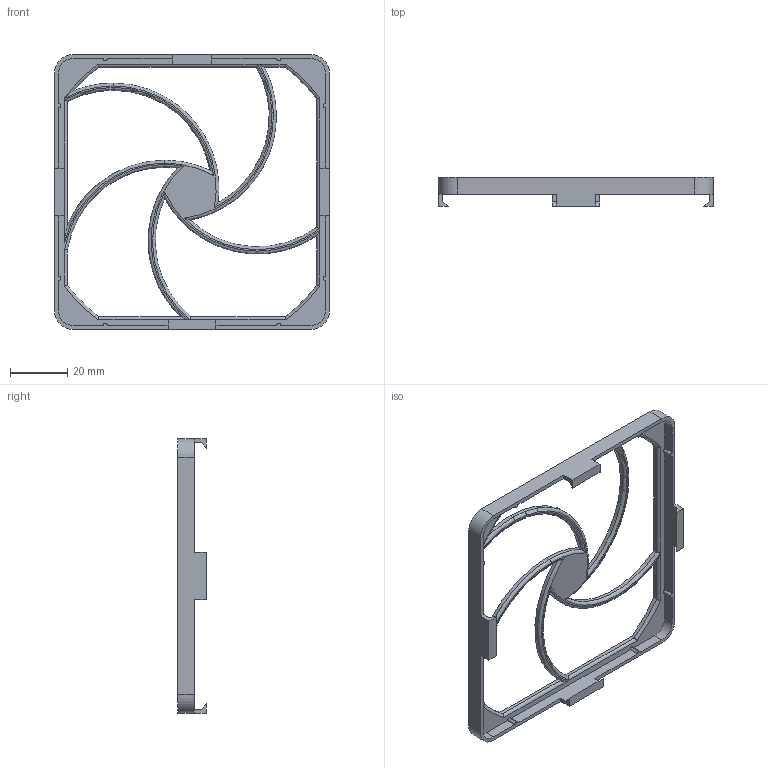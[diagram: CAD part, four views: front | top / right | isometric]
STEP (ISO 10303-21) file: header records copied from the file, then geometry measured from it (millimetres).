
FILE_DESCRIPTION (( 'STEP AP203' ), '1' );
FILE_NAME ('09362-R.STEP', '2020-02-20T01:41:54', ( '' ), ( '' ), 'SwSTEP 2.0', 'SolidWorks 2016', '' );
FILE_SCHEMA (( 'CONFIG_CONTROL_DESIGN' ));
Length unit declared in the file: millimetre
Products named in the file (1): 09362-R
Bounding box: 96.3 x 10.1 x 96.3 mm (x, y, z)
Volume: 8676.7 mm3; surface area: 11661.4 mm2
Topology: 1 solids, 1 shells, 108 faces, 292 edges, 186 vertices
Faces by surface type: plane 46, cylinder 44, torus 18
Entity records: 3663 total; most frequent: CARTESIAN_POINT 815, ORIENTED_EDGE 584, DIRECTION 582, EDGE_CURVE 292, AXIS2_PLACEMENT_3D 203, VERTEX_POINT 186, VECTOR 176, LINE 176
